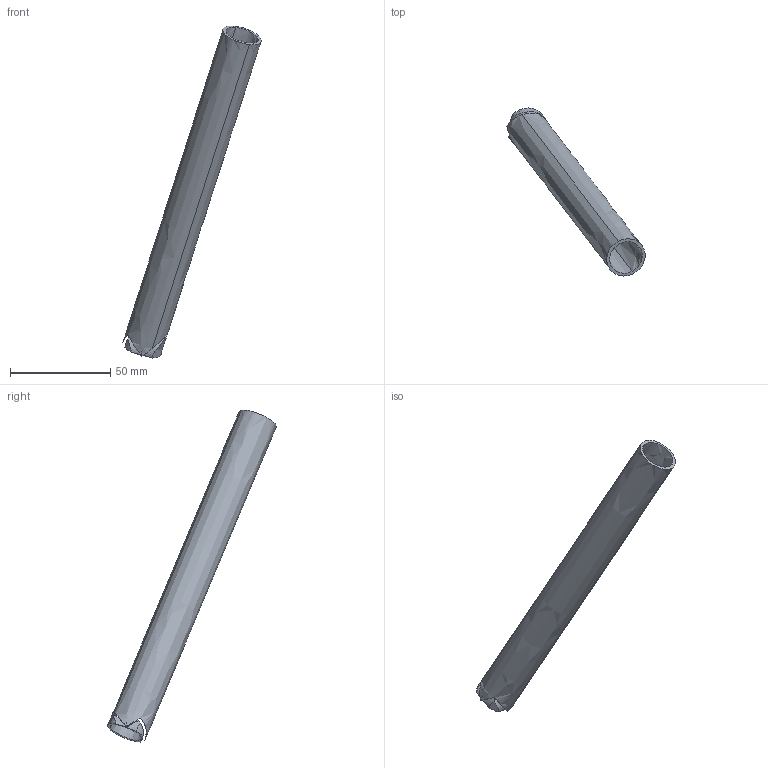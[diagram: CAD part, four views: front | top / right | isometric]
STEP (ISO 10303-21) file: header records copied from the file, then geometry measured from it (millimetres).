
FILE_DESCRIPTION(('CATIA V5 STEP Exchange'),'2;1');
FILE_NAME('62.stp','2018-12-01T17:59:19+00:00',('none'),('none'),'CATIA Version 5 Release 19 SP 2 (IN-10)','CATIA V5 STEP AP203','none');
FILE_SCHEMA(('CONFIG_CONTROL_DESIGN'));
Length unit declared in the file: millimetre
Products named in the file (1): Symmetry of Shape_762
Bounding box: 69.11 x 84.17 x 165.81 mm (x, y, z)
Volume: 15184.3 mm3; surface area: 20713.6 mm2
Topology: 3 solids, 3 shells, 24 faces, 57 edges, 38 vertices
Faces by surface type: bspline 17, cylinder 4, plane 3
Entity records: 1387 total; most frequent: CARTESIAN_POINT 979, ORIENTED_EDGE 114, EDGE_CURVE 57, VERTEX_POINT 36, B_SPLINE_CURVE_WITH_KNOTS 35, EDGE_LOOP 25, ADVANCED_FACE 24, FACE_OUTER_BOUND 24
